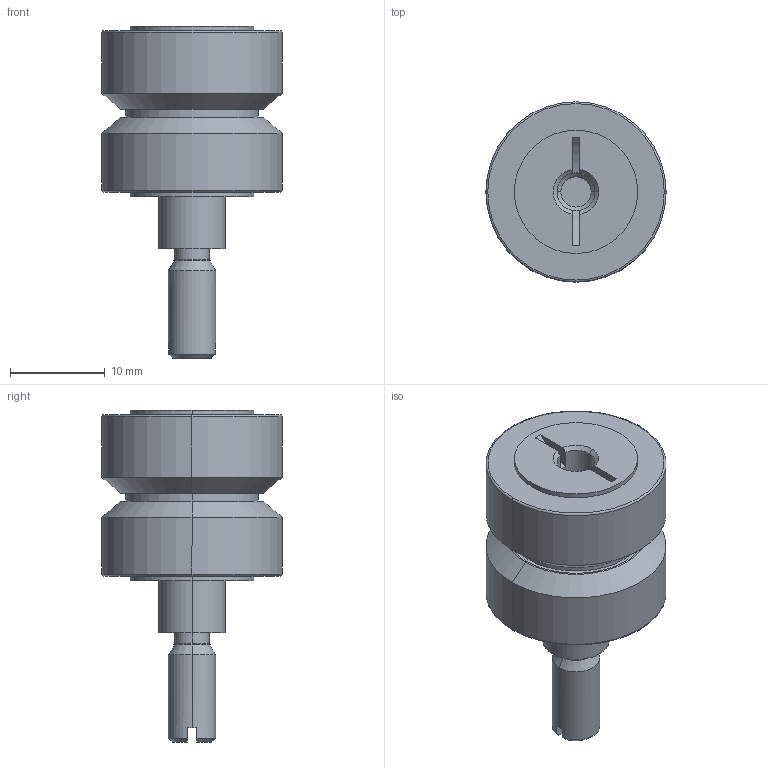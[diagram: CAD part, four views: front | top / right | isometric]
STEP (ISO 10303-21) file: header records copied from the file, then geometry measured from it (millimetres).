
FILE_DESCRIPTION (( 'STEP AP214' ), '1' );
FILE_NAME ('NFR 19.STEP', '2013-03-21T07:24:39', ( 'Simone.Haas' ), ( '' ), 'SwSTEP 2.0', 'SolidWorks 2013', '' );
FILE_SCHEMA (( 'AUTOMOTIVE_DESIGN' ));
Length unit declared in the file: millimetre
Products named in the file (1): NFR 19
Bounding box: 19 x 19 x 35 mm (x, y, z)
Volume: 4949.2 mm3; surface area: 2189 mm2
Topology: 1 solids, 1 shells, 70 faces, 152 edges, 93 vertices
Faces by surface type: cylinder 26, plane 19, cone 13, torus 12
Entity records: 2531 total; most frequent: CARTESIAN_POINT 384, DIRECTION 371, ORIENTED_EDGE 304, AXIS2_PLACEMENT_3D 160, EDGE_CURVE 152, VERTEX_POINT 93, CIRCLE 89, EDGE_LOOP 79
